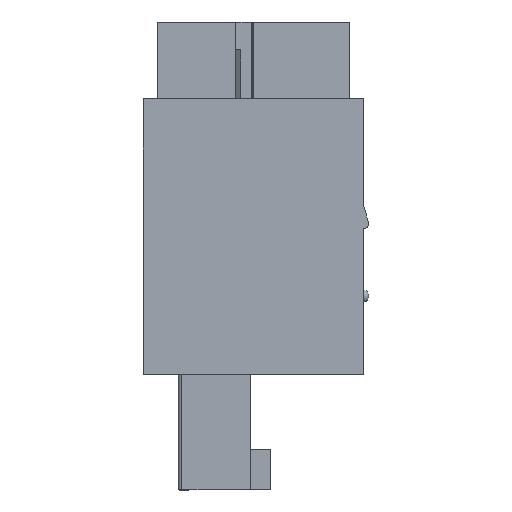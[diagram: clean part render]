
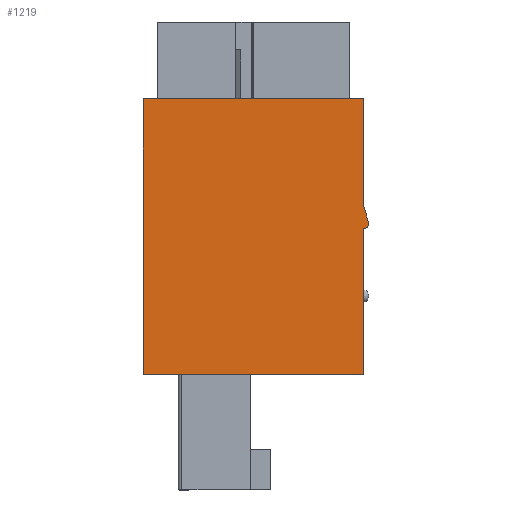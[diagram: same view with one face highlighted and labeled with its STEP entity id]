
A CAD part, left-side view. The second image highlights one B-rep face of the part: STEP entity #1219.
In plain terms, the highlighted planar face has unit normal (-1, 0, 0).
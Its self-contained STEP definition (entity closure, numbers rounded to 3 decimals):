
#1219 = ADVANCED_FACE( '', ( #2510 ), #2511, .F. );
#2510 = FACE_OUTER_BOUND( '', #3885, .T. );
#2511 = PLANE( '', #3886 );
#3885 = EDGE_LOOP( '', ( #7503, #7504, #7505, #7506, #7507, #7508, #7509 ) );
#3886 = AXIS2_PLACEMENT_3D( '', #7510, #7511, #7512 );
#7503 = ORIENTED_EDGE( '', *, *, #9297, .F. );
#7504 = ORIENTED_EDGE( '', *, *, #9753, .F. );
#7505 = ORIENTED_EDGE( '', *, *, #8539, .F. );
#7506 = ORIENTED_EDGE( '', *, *, #9038, .F. );
#7507 = ORIENTED_EDGE( '', *, *, #9122, .F. );
#7508 = ORIENTED_EDGE( '', *, *, #9603, .F. );
#7509 = ORIENTED_EDGE( '', *, *, #9171, .F. );
#7510 = CARTESIAN_POINT( '', ( -6.11, 0., 0. ) );
#7511 = DIRECTION( '', ( 1., 0., 0. ) );
#7512 = DIRECTION( '', ( 0., 0., -1. ) );
#8539 = EDGE_CURVE( '', #10358, #10360, #10361, .T. );
#9038 = EDGE_CURVE( '', #11204, #10358, #11206, .T. );
#9122 = EDGE_CURVE( '', #11332, #11204, #11334, .T. );
#9171 = EDGE_CURVE( '', #11410, #11411, #11412, .T. );
#9297 = EDGE_CURVE( '', #11603, #11410, #11605, .T. );
#9603 = EDGE_CURVE( '', #11411, #11332, #12004, .T. );
#9753 = EDGE_CURVE( '', #10360, #11603, #12182, .T. );
#10358 = VERTEX_POINT( '', #12985 );
#10360 = VERTEX_POINT( '', #12988 );
#10361 = LINE( '', #12989, #12990 );
#11204 = VERTEX_POINT( '', #14210 );
#11206 = LINE( '', #14213, #14214 );
#11332 = VERTEX_POINT( '', #14412 );
#11334 = LINE( '', #14415, #14416 );
#11410 = VERTEX_POINT( '', #14525 );
#11411 = VERTEX_POINT( '', #14526 );
#11412 = LINE( '', #14527, #14528 );
#11603 = VERTEX_POINT( '', #14800 );
#11605 = LINE( '', #14803, #14804 );
#12004 = LINE( '', #15417, #15418 );
#12182 = CIRCLE( '', #15679, 0.3 );
#12985 = CARTESIAN_POINT( '', ( -6.11, -6.3, 1.85 ) );
#12988 = CARTESIAN_POINT( '', ( -6.11, -6.589, 0.832 ) );
#12989 = CARTESIAN_POINT( '', ( -6.11, -6.3, 1.85 ) );
#12990 = VECTOR( '', #16172, 1000. );
#14210 = CARTESIAN_POINT( '', ( -6.11, -6.3, 7.9 ) );
#14213 = CARTESIAN_POINT( '', ( -6.11, -6.3, 7.9 ) );
#14214 = VECTOR( '', #16701, 1000. );
#14412 = CARTESIAN_POINT( '', ( -6.11, 6.3, 7.9 ) );
#14415 = CARTESIAN_POINT( '', ( -6.11, 6.3, 7.9 ) );
#14416 = VECTOR( '', #16775, 1000. );
#14525 = CARTESIAN_POINT( '', ( -6.11, -6.3, -7.9 ) );
#14526 = CARTESIAN_POINT( '', ( -6.11, 6.3, -7.9 ) );
#14527 = CARTESIAN_POINT( '', ( -6.11, -6.3, -7.9 ) );
#14528 = VECTOR( '', #16824, 1000. );
#14800 = CARTESIAN_POINT( '', ( -6.11, -6.3, 0.45 ) );
#14803 = CARTESIAN_POINT( '', ( -6.11, -6.3, 7.9 ) );
#14804 = VECTOR( '', #16967, 1000. );
#15417 = CARTESIAN_POINT( '', ( -6.11, 6.3, -7.9 ) );
#15418 = VECTOR( '', #17220, 1000. );
#15679 = AXIS2_PLACEMENT_3D( '', #17343, #17344, #17345 );
#16172 = DIRECTION( '', ( 0., -0.273, -0.962 ) );
#16701 = DIRECTION( '', ( 0., 0., -1. ) );
#16775 = DIRECTION( '', ( 0., -1., 0. ) );
#16824 = DIRECTION( '', ( 0., 1., 0. ) );
#16967 = DIRECTION( '', ( 0., 0., -1. ) );
#17220 = DIRECTION( '', ( 0., 0., 1. ) );
#17343 = CARTESIAN_POINT( '', ( -6.11, -6.3, 0.75 ) );
#17344 = DIRECTION( '', ( 1., 0., 0. ) );
#17345 = DIRECTION( '', ( 0., 1., 0. ) );
